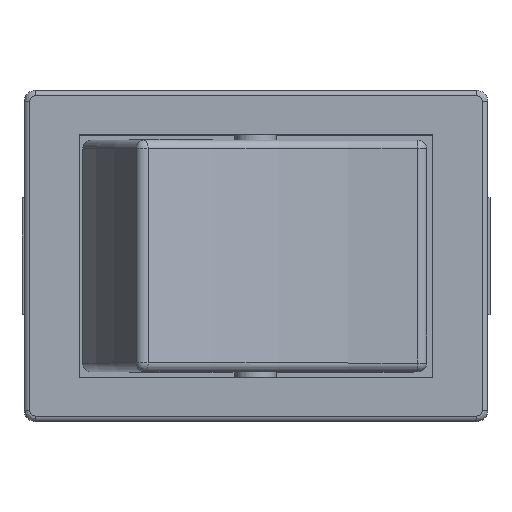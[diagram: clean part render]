
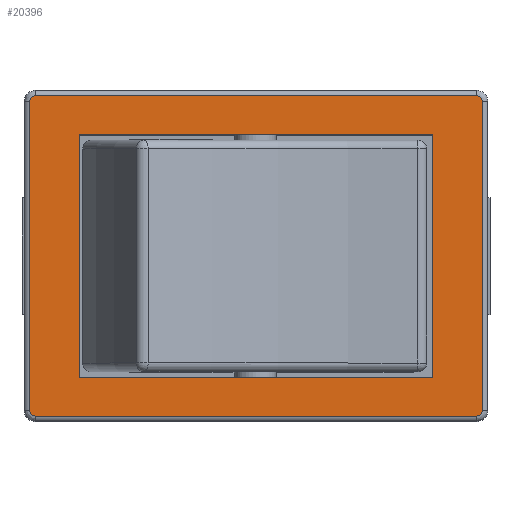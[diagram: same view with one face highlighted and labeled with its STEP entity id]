
A CAD part, top view. The second image highlights one B-rep face of the part: STEP entity #20396.
In plain terms, the highlighted planar face has unit normal (0, 0, 1).
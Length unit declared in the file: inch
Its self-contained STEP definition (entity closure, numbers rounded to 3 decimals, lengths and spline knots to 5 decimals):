
#964=FACE_BOUND('',#3867,.T.);
#1632=PLANE('',#21327);
#2708=FACE_OUTER_BOUND('',#3866,.T.);
#3866=EDGE_LOOP('',(#19016,#19017,#19018,#19019,#19020,#19021,#19022,#19023));
#3867=EDGE_LOOP('',(#19024,#19025,#19026,#19027));
#4039=CIRCLE('',#21307,0.00984);
#4043=CIRCLE('',#21311,0.00984);
#4047=CIRCLE('',#21317,0.00984);
#4051=CIRCLE('',#21321,0.00984);
#6187=LINE('',#35728,#8430);
#6190=LINE('',#35734,#8433);
#6193=LINE('',#35740,#8436);
#6196=LINE('',#35744,#8439);
#6197=LINE('',#35751,#8440);
#6199=LINE('',#35787,#8442);
#6202=LINE('',#35794,#8445);
#6204=LINE('',#35825,#8447);
#8430=VECTOR('',#25170,0.3937);
#8433=VECTOR('',#25175,0.3937);
#8436=VECTOR('',#25180,0.3937);
#8439=VECTOR('',#25185,0.3937);
#8440=VECTOR('',#25192,0.3937);
#8442=VECTOR('',#25212,0.3937);
#8445=VECTOR('',#25219,0.3937);
#8447=VECTOR('',#25235,0.3937);
#10421=VERTEX_POINT('',#35725);
#10422=VERTEX_POINT('',#35727);
#10424=VERTEX_POINT('',#35733);
#10426=VERTEX_POINT('',#35739);
#10428=VERTEX_POINT('',#35748);
#10429=VERTEX_POINT('',#35750);
#10432=VERTEX_POINT('',#35765);
#10433=VERTEX_POINT('',#35778);
#10436=VERTEX_POINT('',#35785);
#10437=VERTEX_POINT('',#35790);
#10440=VERTEX_POINT('',#35805);
#10441=VERTEX_POINT('',#35818);
#13298=EDGE_CURVE('',#10422,#10421,#6187,.T.);
#13301=EDGE_CURVE('',#10424,#10422,#6190,.T.);
#13304=EDGE_CURVE('',#10426,#10424,#6193,.T.);
#13307=EDGE_CURVE('',#10421,#10426,#6196,.T.);
#13309=EDGE_CURVE('',#10428,#10429,#6197,.T.);
#13313=EDGE_CURVE('',#10432,#10428,#4039,.T.);
#13317=EDGE_CURVE('',#10429,#10433,#4043,.T.);
#13319=EDGE_CURVE('',#10436,#10432,#6199,.T.);
#13323=EDGE_CURVE('',#10433,#10437,#6202,.T.);
#13325=EDGE_CURVE('',#10440,#10436,#4047,.T.);
#13329=EDGE_CURVE('',#10437,#10441,#4051,.T.);
#13331=EDGE_CURVE('',#10441,#10440,#6204,.T.);
#19016=ORIENTED_EDGE('',*,*,#13309,.F.);
#19017=ORIENTED_EDGE('',*,*,#13313,.F.);
#19018=ORIENTED_EDGE('',*,*,#13319,.F.);
#19019=ORIENTED_EDGE('',*,*,#13325,.F.);
#19020=ORIENTED_EDGE('',*,*,#13331,.F.);
#19021=ORIENTED_EDGE('',*,*,#13329,.F.);
#19022=ORIENTED_EDGE('',*,*,#13323,.F.);
#19023=ORIENTED_EDGE('',*,*,#13317,.F.);
#19024=ORIENTED_EDGE('',*,*,#13298,.T.);
#19025=ORIENTED_EDGE('',*,*,#13307,.T.);
#19026=ORIENTED_EDGE('',*,*,#13304,.T.);
#19027=ORIENTED_EDGE('',*,*,#13301,.T.);
#20396=ADVANCED_FACE('',(#2708,#964),#1632,.T.);
#21307=AXIS2_PLACEMENT_3D('',#35767,#25198,#25199);
#21311=AXIS2_PLACEMENT_3D('',#35782,#25206,#25207);
#21317=AXIS2_PLACEMENT_3D('',#35807,#25222,#25223);
#21321=AXIS2_PLACEMENT_3D('',#35822,#25230,#25231);
#21327=AXIS2_PLACEMENT_3D('',#35835,#25249,#25250);
#25170=DIRECTION('',(0.,1.,0.));
#25175=DIRECTION('',(-1.,0.,0.));
#25180=DIRECTION('',(0.,-1.,0.));
#25185=DIRECTION('',(1.,0.,0.));
#25192=DIRECTION('',(1.,0.,0.));
#25198=DIRECTION('center_axis',(0.,0.,
-1.));
#25199=DIRECTION('ref_axis',(-0.707,0.707,0.));
#25206=DIRECTION('center_axis',(0.,0.,
-1.));
#25207=DIRECTION('ref_axis',(0.707,0.707,0.));
#25212=DIRECTION('',(0.,1.,0.));
#25219=DIRECTION('',(0.,-1.,0.));
#25222=DIRECTION('center_axis',(0.,0.,
-1.));
#25223=DIRECTION('ref_axis',(-0.707,-0.707,0.));
#25230=DIRECTION('center_axis',(0.,0.,
-1.));
#25231=DIRECTION('ref_axis',(0.707,-0.707,0.));
#25235=DIRECTION('',(-1.,0.,0.));
#25249=DIRECTION('center_axis',(0.,0.,
1.));
#25250=DIRECTION('ref_axis',(1.,0.,0.));
#35725=CARTESIAN_POINT('',(-0.31496,0.21654,0.65354));
#35727=CARTESIAN_POINT('',(-0.31496,-0.21654,0.65354));
#35728=CARTESIAN_POINT('',(-0.31496,0.10827,0.65354));
#35733=CARTESIAN_POINT('',(0.31496,-0.21654,0.65354));
#35734=CARTESIAN_POINT('',(-0.15748,-0.21654,0.65354));
#35739=CARTESIAN_POINT('',(0.31496,0.21654,0.65354));
#35740=CARTESIAN_POINT('',(0.31496,-0.10827,0.65354));
#35744=CARTESIAN_POINT('',(0.15748,0.21654,0.65354));
#35748=CARTESIAN_POINT('',(-0.3937,0.28543,0.65354));
#35750=CARTESIAN_POINT('',(0.3937,0.28543,0.65354));
#35751=CARTESIAN_POINT('',(-0.19685,0.28543,0.65354));
#35765=CARTESIAN_POINT('',(-0.40354,0.27559,0.65354));
#35767=CARTESIAN_POINT('Origin',(-0.3937,0.27559,0.65354));
#35778=CARTESIAN_POINT('',(0.40354,0.27559,0.65354));
#35782=CARTESIAN_POINT('Origin',(0.3937,0.27559,0.65354));
#35785=CARTESIAN_POINT('',(-0.40354,-0.27559,0.65354));
#35787=CARTESIAN_POINT('',(-0.40354,-0.1378,0.65354));
#35790=CARTESIAN_POINT('',(0.40354,-0.27559,0.65354));
#35794=CARTESIAN_POINT('',(0.40354,0.1378,0.65354));
#35805=CARTESIAN_POINT('',(-0.3937,-0.28543,0.65354));
#35807=CARTESIAN_POINT('Origin',(-0.3937,-0.27559,
0.65354));
#35818=CARTESIAN_POINT('',(0.3937,-0.28543,0.65354));
#35822=CARTESIAN_POINT('Origin',(0.3937,-0.27559,0.65354));
#35825=CARTESIAN_POINT('',(0.19685,-0.28543,0.65354));
#35835=CARTESIAN_POINT('Origin',(0.,0.,0.65354));
